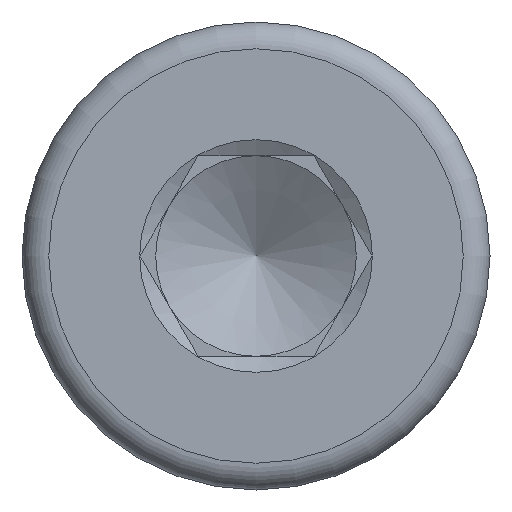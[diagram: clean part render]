
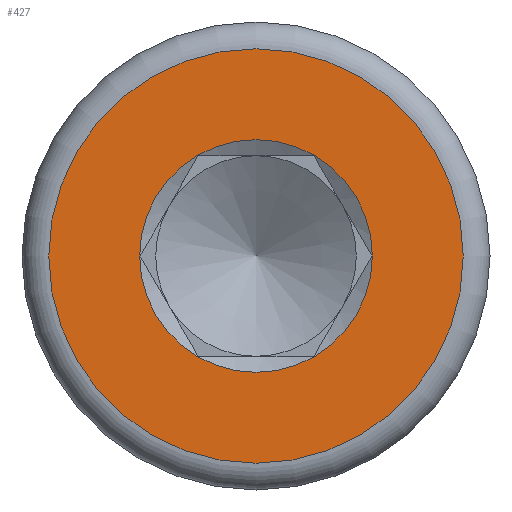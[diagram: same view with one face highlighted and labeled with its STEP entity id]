
A CAD part, left-side view. The second image highlights one B-rep face of the part: STEP entity #427.
In plain terms, the highlighted planar face has unit normal (-1, 0, 0).
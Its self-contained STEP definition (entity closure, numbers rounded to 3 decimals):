
#87=PLANE('',#462);
#100=CIRCLE('',#453,3.1);
#102=CIRCLE('',#459,1.74);
#103=CIRCLE('',#460,1.74);
#138=VERTEX_POINT('',#557);
#139=VERTEX_POINT('',#568);
#140=VERTEX_POINT('',#570);
#228=EDGE_CURVE('',#138,#138,#100,.T.);
#231=EDGE_CURVE('',#139,#140,#102,.F.);
#232=EDGE_CURVE('',#140,#139,#103,.F.);
#314=ORIENTED_EDGE('',*,*,#228,.F.);
#315=ORIENTED_EDGE('',*,*,#231,.F.);
#316=ORIENTED_EDGE('',*,*,#232,.F.);
#375=EDGE_LOOP('',(#314));
#376=EDGE_LOOP('',(#315,#316));
#401=FACE_BOUND('',#375,.T.);
#402=FACE_BOUND('',#376,.T.);
#427=ADVANCED_FACE('',(#401,#402),#87,.F.);
#453=AXIS2_PLACEMENT_3D('',#558,#657,#658);
#459=AXIS2_PLACEMENT_3D('',#569,#666,#667);
#460=AXIS2_PLACEMENT_3D('',#571,#668,#669);
#462=AXIS2_PLACEMENT_3D('',#576,#671,$);
#557=CARTESIAN_POINT('',(-4.,0.,-3.1));
#558=CARTESIAN_POINT('',(-4.,0.,0.));
#568=CARTESIAN_POINT('',(-4.,0.,1.74));
#569=CARTESIAN_POINT('',(-4.,0.,0.));
#570=CARTESIAN_POINT('',(-4.,0.,-1.74));
#571=CARTESIAN_POINT('',(-4.,0.,0.));
#576=CARTESIAN_POINT('',(-4.,0.,0.));
#657=DIRECTION('',(1.,0.,0.));
#658=DIRECTION('',(0.,0.,-3.1));
#666=DIRECTION('',(1.,0.,0.));
#667=DIRECTION('',(0.,0.,1.74));
#668=DIRECTION('',(1.,0.,0.));
#669=DIRECTION('',(0.,0.,1.74));
#671=DIRECTION('',(1.,0.,0.));
